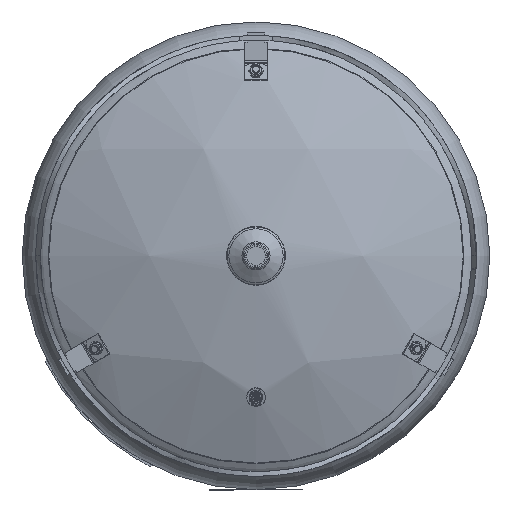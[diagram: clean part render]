
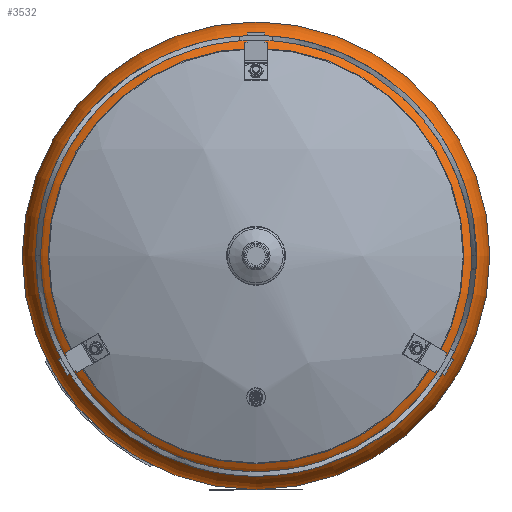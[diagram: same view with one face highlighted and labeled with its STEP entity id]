
A CAD part, front view. The second image highlights one B-rep face of the part: STEP entity #3532.
In plain terms, the highlighted toroidal (fillet/blend) face has major radius 200 mm and minor radius 50 mm.
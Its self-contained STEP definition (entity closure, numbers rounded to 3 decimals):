
#3202=CARTESIAN_POINT('',(222.222,-815.319,0.));
#3203=VERTEX_POINT('',#3202);
#3204=CARTESIAN_POINT('',(0.,-815.319,0.));
#3205=DIRECTION('',(0.0,-1.0,0.0));
#3206=DIRECTION('',(1.0,0.0,0.0));
#3207=AXIS2_PLACEMENT_3D('',#3204,#3205,#3206);
#3208=CIRCLE('',#3207,222.222);
#3209=EDGE_CURVE('',#3203,#3203,#3208,.T.);
#3392=CARTESIAN_POINT('',(250.,-770.528,0.));
#3393=VERTEX_POINT('',#3392);
#3394=CARTESIAN_POINT('',(0.,-770.528,0.));
#3395=DIRECTION('',(0.0,-1.0,0.0));
#3396=DIRECTION('',(1.0,0.0,0.0));
#3397=AXIS2_PLACEMENT_3D('',#3394,#3395,#3396);
#3398=CIRCLE('',#3397,250.);
#3399=EDGE_CURVE('',#3393,#3393,#3398,.T.);
#3407=CARTESIAN_POINT('',(0.,-770.528,0.));
#3408=DIRECTION('',(0.,-1.0,0.));
#3409=DIRECTION('',(0.0,0.0,1.0));
#3410=AXIS2_PLACEMENT_3D('',#3407,#3408,#3409);
#3411=TOROIDAL_SURFACE('',#3410,200.,50.0);
#3412=CARTESIAN_POINT('',(-208.816,-810.148,-97.602));
#3413=VERTEX_POINT('',#3412);
#3414=CARTESIAN_POINT('',(-188.934,-810.148,-132.039));
#3415=VERTEX_POINT('',#3414);
#3416=CARTESIAN_POINT('',(0.,-810.148,0.));
#3417=DIRECTION('',(0.0,-1.0,0.0));
#3418=DIRECTION('',(1.0,0.0,0.0));
#3419=AXIS2_PLACEMENT_3D('',#3416,#3417,#3418);
#3420=CIRCLE('',#3419,230.5);
#3421=EDGE_CURVE('',#3413,#3415,#3420,.T.);
#3422=ORIENTED_EDGE('',*,*,#3421,.T.);
#3423=CARTESIAN_POINT('',(-191.021,-809.528,-130.405));
#3424=VERTEX_POINT('',#3423);
#3425=CARTESIAN_POINT('',(-188.934,-810.149,-132.039));
#3426=CARTESIAN_POINT('',(-189.644,-809.93,-131.518));
#3427=CARTESIAN_POINT('',(-190.34,-809.723,-130.973));
#3428=CARTESIAN_POINT('',(-191.021,-809.528,-130.405));
#3429=B_SPLINE_CURVE_WITH_KNOTS('',3,(#3425,#3426,#3427,#3428),.UNSPECIFIED.,.F.,.U.,(4,4),(0.0,0.272),.UNSPECIFIED.);
#3430=EDGE_CURVE('',#3415,#3424,#3429,.T.);
#3431=ORIENTED_EDGE('',*,*,#3430,.T.);
#3432=CARTESIAN_POINT('',(-208.445,-809.528,-100.226));
#3433=VERTEX_POINT('',#3432);
#3434=CARTESIAN_POINT('',(0.,-809.528,0.));
#3435=DIRECTION('',(0.0,1.0,0.0));
#3436=DIRECTION('',(0.0,0.0,-1.0));
#3437=AXIS2_PLACEMENT_3D('',#3434,#3435,#3436);
#3438=CIRCLE('',#3437,231.289);
#3439=EDGE_CURVE('',#3424,#3433,#3438,.T.);
#3440=ORIENTED_EDGE('',*,*,#3439,.T.);
#3441=CARTESIAN_POINT('',(-208.445,-809.528,-100.226));
#3442=CARTESIAN_POINT('',(-208.596,-809.723,-99.353));
#3443=CARTESIAN_POINT('',(-208.72,-809.93,-98.478));
#3444=CARTESIAN_POINT('',(-208.816,-810.149,-97.602));
#3445=B_SPLINE_CURVE_WITH_KNOTS('',3,(#3441,#3442,#3443,#3444),.UNSPECIFIED.,.F.,.U.,(4,4),(0.0,0.272),.UNSPECIFIED.);
#3446=EDGE_CURVE('',#3433,#3413,#3445,.T.);
#3447=ORIENTED_EDGE('',*,*,#3446,.T.);
#3448=EDGE_LOOP('',(#3422,#3431,#3440,#3447));
#3449=FACE_OUTER_BOUND('',#3448,.T.);
#3450=CARTESIAN_POINT('',(-17.424,-809.528,230.632));
#3451=VERTEX_POINT('',#3450);
#3452=CARTESIAN_POINT('',(17.424,-809.528,230.632));
#3453=VERTEX_POINT('',#3452);
#3454=CARTESIAN_POINT('',(0.,-809.528,0.));
#3455=DIRECTION('',(0.0,1.0,0.0));
#3456=DIRECTION('',(0.0,0.0,-1.0));
#3457=AXIS2_PLACEMENT_3D('',#3454,#3455,#3456);
#3458=CIRCLE('',#3457,231.289);
#3459=EDGE_CURVE('',#3451,#3453,#3458,.T.);
#3460=ORIENTED_EDGE('',*,*,#3459,.T.);
#3461=CARTESIAN_POINT('',(19.882,-810.148,229.641));
#3462=VERTEX_POINT('',#3461);
#3463=CARTESIAN_POINT('',(17.424,-809.528,230.632));
#3464=CARTESIAN_POINT('',(18.256,-809.723,230.326));
#3465=CARTESIAN_POINT('',(19.075,-809.93,229.995));
#3466=CARTESIAN_POINT('',(19.882,-810.149,229.641));
#3467=B_SPLINE_CURVE_WITH_KNOTS('',3,(#3463,#3464,#3465,#3466),.UNSPECIFIED.,.F.,.U.,(4,4),(0.0,0.272),.UNSPECIFIED.);
#3468=EDGE_CURVE('',#3453,#3462,#3467,.T.);
#3469=ORIENTED_EDGE('',*,*,#3468,.T.);
#3470=CARTESIAN_POINT('',(-19.882,-810.148,229.641));
#3471=VERTEX_POINT('',#3470);
#3472=CARTESIAN_POINT('',(0.,-810.148,0.));
#3473=DIRECTION('',(0.0,-1.0,0.0));
#3474=DIRECTION('',(1.0,0.0,0.0));
#3475=AXIS2_PLACEMENT_3D('',#3472,#3473,#3474);
#3476=CIRCLE('',#3475,230.5);
#3477=EDGE_CURVE('',#3462,#3471,#3476,.T.);
#3478=ORIENTED_EDGE('',*,*,#3477,.T.);
#3479=CARTESIAN_POINT('',(-19.882,-810.149,229.641));
#3480=CARTESIAN_POINT('',(-19.075,-809.93,229.995));
#3481=CARTESIAN_POINT('',(-18.256,-809.723,230.326));
#3482=CARTESIAN_POINT('',(-17.424,-809.528,230.632));
#3483=B_SPLINE_CURVE_WITH_KNOTS('',3,(#3479,#3480,#3481,#3482),.UNSPECIFIED.,.F.,.U.,(4,4),(0.0,0.272),.UNSPECIFIED.);
#3484=EDGE_CURVE('',#3471,#3451,#3483,.T.);
#3485=ORIENTED_EDGE('',*,*,#3484,.T.);
#3486=EDGE_LOOP('',(#3460,#3469,#3478,#3485));
#3487=FACE_BOUND('',#3486,.T.);
#3488=CARTESIAN_POINT('',(208.445,-809.528,-100.226));
#3489=VERTEX_POINT('',#3488);
#3490=CARTESIAN_POINT('',(191.021,-809.528,-130.405));
#3491=VERTEX_POINT('',#3490);
#3492=CARTESIAN_POINT('',(0.,-809.528,0.));
#3493=DIRECTION('',(0.0,1.0,0.0));
#3494=DIRECTION('',(0.0,0.0,-1.0));
#3495=AXIS2_PLACEMENT_3D('',#3492,#3493,#3494);
#3496=CIRCLE('',#3495,231.289);
#3497=EDGE_CURVE('',#3489,#3491,#3496,.T.);
#3498=ORIENTED_EDGE('',*,*,#3497,.T.);
#3499=CARTESIAN_POINT('',(188.934,-810.148,-132.039));
#3500=VERTEX_POINT('',#3499);
#3501=CARTESIAN_POINT('',(191.021,-809.528,-130.405));
#3502=CARTESIAN_POINT('',(190.34,-809.723,-130.973));
#3503=CARTESIAN_POINT('',(189.644,-809.93,-131.518));
#3504=CARTESIAN_POINT('',(188.934,-810.149,-132.039));
#3505=B_SPLINE_CURVE_WITH_KNOTS('',3,(#3501,#3502,#3503,#3504),.UNSPECIFIED.,.F.,.U.,(4,4),(0.0,0.272),.UNSPECIFIED.);
#3506=EDGE_CURVE('',#3491,#3500,#3505,.T.);
#3507=ORIENTED_EDGE('',*,*,#3506,.T.);
#3508=CARTESIAN_POINT('',(208.816,-810.148,-97.602));
#3509=VERTEX_POINT('',#3508);
#3510=CARTESIAN_POINT('',(0.,-810.148,0.));
#3511=DIRECTION('',(0.0,-1.0,0.0));
#3512=DIRECTION('',(1.0,0.0,0.0));
#3513=AXIS2_PLACEMENT_3D('',#3510,#3511,#3512);
#3514=CIRCLE('',#3513,230.5);
#3515=EDGE_CURVE('',#3500,#3509,#3514,.T.);
#3516=ORIENTED_EDGE('',*,*,#3515,.T.);
#3517=CARTESIAN_POINT('',(208.816,-810.148,-97.602));
#3518=CARTESIAN_POINT('',(208.72,-809.93,-98.478));
#3519=CARTESIAN_POINT('',(208.596,-809.723,-99.353));
#3520=CARTESIAN_POINT('',(208.445,-809.528,-100.226));
#3521=B_SPLINE_CURVE_WITH_KNOTS('',3,(#3517,#3518,#3519,#3520),.UNSPECIFIED.,.F.,.U.,(4,4),(0.0,0.272),.UNSPECIFIED.);
#3522=EDGE_CURVE('',#3509,#3489,#3521,.T.);
#3523=ORIENTED_EDGE('',*,*,#3522,.T.);
#3524=EDGE_LOOP('',(#3498,#3507,#3516,#3523));
#3525=FACE_BOUND('',#3524,.T.);
#3526=ORIENTED_EDGE('',*,*,#3209,.F.);
#3527=EDGE_LOOP('',(#3526));
#3528=FACE_BOUND('',#3527,.T.);
#3529=ORIENTED_EDGE('',*,*,#3399,.T.);
#3530=EDGE_LOOP('',(#3529));
#3531=FACE_BOUND('',#3530,.T.);
#3532=ADVANCED_FACE('',(#3449,#3487,#3525,#3528,#3531),#3411,.T.);
